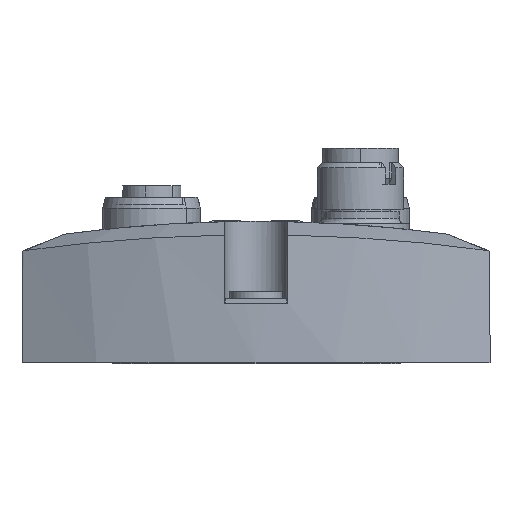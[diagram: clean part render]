
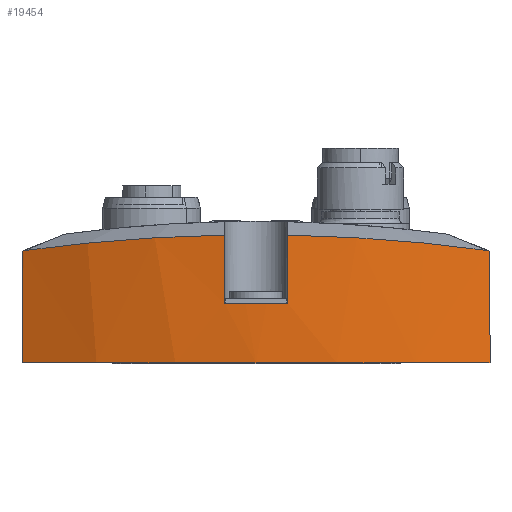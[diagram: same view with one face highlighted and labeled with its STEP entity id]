
A CAD part, front view. The second image highlights one B-rep face of the part: STEP entity #19454.
In plain terms, the highlighted cylindrical face has radius 70 mm (diameter 140 mm), a partial arc.
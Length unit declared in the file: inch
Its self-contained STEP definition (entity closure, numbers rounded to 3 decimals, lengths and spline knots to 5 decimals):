
#73 =( BOUNDED_CURVE ( )  B_SPLINE_CURVE ( 3, ( #17836, #25328, #6805, #13596 ),
 .UNSPECIFIED., .F., .F. ) 
 B_SPLINE_CURVE_WITH_KNOTS ( ( 4, 4 ),
 ( 4.22956, 4.23355 ),
 .UNSPECIFIED. ) 
 CURVE ( )  GEOMETRIC_REPRESENTATION_ITEM ( )  RATIONAL_B_SPLINE_CURVE ( ( 1., 1., 1., 1. ) ) 
 REPRESENTATION_ITEM ( '' )  );
#184 = DIRECTION ( 'NONE',  ( 0., 0., -1. ) ) ;
#2189 = CARTESIAN_POINT ( 'NONE',  ( -0.26904, -4.27993, 0.89413 ) ) ;
#2963 = ORIENTED_EDGE ( 'NONE', *, *, #9452, .T. ) ;
#3093 = CARTESIAN_POINT ( 'NONE',  ( 0.5521, -4.23597, 0.88129 ) ) ;
#3099 = CARTESIAN_POINT ( 'NONE',  ( -1.27953, -3.97638, 0. ) ) ;
#3423 = CARTESIAN_POINT ( 'NONE',  ( 0.36402, -4.26894, 0.89087 ) ) ;
#3472 = CARTESIAN_POINT ( 'NONE',  ( 1.27953, -3.97638, 0.80709 ) ) ;
#3717 = VERTEX_POINT ( 'NONE', #36982 ) ;
#4637 = CARTESIAN_POINT ( 'NONE',  ( 0., -1.53551, 0.52362 ) ) ;
#4812 = CARTESIAN_POINT ( 'NONE',  ( -1.09864, -4.06475, 0.83329 ) ) ;
#5115 = VECTOR ( 'NONE', #23177, 39.37008 ) ;
#5712 = DIRECTION ( 'NONE',  ( 0., 0., 1. ) ) ;
#6127 = CARTESIAN_POINT ( 'NONE',  ( -0.17323, -4.28597, 0.8959 ) ) ;
#6192 = VERTEX_POINT ( 'NONE', #13555 ) ;
#6716 = CARTESIAN_POINT ( 'NONE',  ( 0.9203, -4.13365, 0.85233 ) ) ;
#6782 = ORIENTED_EDGE ( 'NONE', *, *, #34121, .T. ) ;
#6805 = CARTESIAN_POINT ( 'NONE',  ( 1.27303, -3.97978, 0.8097 ) ) ;
#7627 = ORIENTED_EDGE ( 'NONE', *, *, #18546, .T. ) ;
#7887 = DIRECTION ( 'NONE',  ( 1., 0., 0. ) ) ;
#8176 = ORIENTED_EDGE ( 'NONE', *, *, #40893, .F. ) ;
#8475 = VERTEX_POINT ( 'NONE', #25331 ) ;
#8607 = CARTESIAN_POINT ( 'NONE',  ( -1.27302, -3.97977, 0.8097 ) ) ;
#8682 = CARTESIAN_POINT ( 'NONE',  ( -0.17323, -4.28597, 0. ) ) ;
#8702 = CARTESIAN_POINT ( 'NONE',  ( -1.26977, -3.98147, 0.81101 ) ) ;
#8986 = AXIS2_PLACEMENT_3D ( 'NONE', #46706, #5712, #47183 ) ;
#9055 = EDGE_CURVE ( 'NONE', #13124, #26589, #24428, .T. ) ;
#9092 = CARTESIAN_POINT ( 'NONE',  ( -1.26977, -3.98147, 0.81101 ) ) ;
#9128 = ORIENTED_EDGE ( 'NONE', *, *, #16323, .F. ) ;
#9352 = VERTEX_POINT ( 'NONE', #24147 ) ;
#9452 = EDGE_CURVE ( 'NONE', #9352, #20352, #17914, .T. ) ;
#9881 = VERTEX_POINT ( 'NONE', #3472 ) ;
#10427 = CARTESIAN_POINT ( 'NONE',  ( 0.50524, -4.24513, 0.88394 ) ) ;
#10774 = DIRECTION ( 'NONE',  ( 0., 0., -1. ) ) ;
#10967 = VERTEX_POINT ( 'NONE', #46012 ) ;
#11257 = CARTESIAN_POINT ( 'NONE',  ( 1.27953, -3.97638, 0. ) ) ;
#11784 = DIRECTION ( 'NONE',  ( 1., 0., 0. ) ) ;
#11881 = ORIENTED_EDGE ( 'NONE', *, *, #26039, .T. ) ;
#12253 = CARTESIAN_POINT ( 'NONE',  ( -0.92117, -4.13334, 0.85224 ) ) ;
#12449 = ORIENTED_EDGE ( 'NONE', *, *, #31992, .F. ) ;
#12579 = LINE ( 'NONE', #11257, #39451 ) ;
#13124 = VERTEX_POINT ( 'NONE', #13394 ) ;
#13394 = CARTESIAN_POINT ( 'NONE',  ( 0.17323, -4.28597, 0.52362 ) ) ;
#13555 = CARTESIAN_POINT ( 'NONE',  ( 1.27953, -3.97638, 0.19685 ) ) ;
#13596 = CARTESIAN_POINT ( 'NONE',  ( 1.26977, -3.98147, 0.81101 ) ) ;
#16002 = CARTESIAN_POINT ( 'NONE',  ( -0.78493, -4.17771, 0.86469 ) ) ;
#16323 = EDGE_CURVE ( 'NONE', #8475, #3717, #45075, .T. ) ;
#17836 = CARTESIAN_POINT ( 'NONE',  ( 1.27953, -3.97638, 0.80709 ) ) ;
#17914 = LINE ( 'NONE', #3099, #26633 ) ;
#18238 = CARTESIAN_POINT ( 'NONE',  ( 0.64541, -4.2152, 0.87533 ) ) ;
#18541 = CARTESIAN_POINT ( 'NONE',  ( -1.27953, -3.97638, 0.19685 ) ) ;
#18546 = EDGE_CURVE ( 'NONE', #20352, #6192, #20330, .T. ) ;
#18830 = CARTESIAN_POINT ( 'NONE',  ( 0., -1.53551, 0.19685 ) ) ;
#19285 = ORIENTED_EDGE ( 'NONE', *, *, #26805, .F. ) ;
#19454 = ADVANCED_FACE ( 'NONE', ( #36532 ), #39498, .T. ) ;
#19625 = CARTESIAN_POINT ( 'NONE',  ( -1.18518, -4.02538, 0.8226 ) ) ;
#20330 = CIRCLE ( 'NONE', #24273, 2.75591 ) ;
#20352 = VERTEX_POINT ( 'NONE', #18541 ) ;
#20868 = CARTESIAN_POINT ( 'NONE',  ( 0.17323, -4.28597, 0.8959 ) ) ;
#21358 = DIRECTION ( 'NONE',  ( 0., 0., -1. ) ) ;
#21833 = CARTESIAN_POINT ( 'NONE',  ( 1.09847, -4.06484, 0.83331 ) ) ;
#23177 = DIRECTION ( 'NONE',  ( 0., 0., 1. ) ) ;
#23744 = CARTESIAN_POINT ( 'NONE',  ( -1.27628, -3.97807, 0.80839 ) ) ;
#24147 = CARTESIAN_POINT ( 'NONE',  ( -1.27953, -3.97638, 0.80709 ) ) ;
#24273 = AXIS2_PLACEMENT_3D ( 'NONE', #18830, #44731, #11784 ) ;
#24358 = CARTESIAN_POINT ( 'NONE',  ( -0.55302, -4.23579, 0.88124 ) ) ;
#24428 = CIRCLE ( 'NONE', #31140, 2.75591 ) ;
#24502 = CARTESIAN_POINT ( 'NONE',  ( -0.3642, -4.26893, 0.89087 ) ) ;
#25085 = CARTESIAN_POINT ( 'NONE',  ( 1.18518, -4.02538, 0.8226 ) ) ;
#25328 = CARTESIAN_POINT ( 'NONE',  ( 1.27628, -3.97808, 0.80839 ) ) ;
#25331 = CARTESIAN_POINT ( 'NONE',  ( 0.17323, -4.28597, 0.8959 ) ) ;
#26039 = EDGE_CURVE ( 'NONE', #9881, #3717, #73, .T. ) ;
#26135 = B_SPLINE_CURVE_WITH_KNOTS ( 'NONE', 3,
 ( #45722, #23744, #8607, #9092 ),
 .UNSPECIFIED., .F., .F.,
 ( 4, 4 ),
 ( 0., 1. ),
 .UNSPECIFIED. ) ;
#26427 = VERTEX_POINT ( 'NONE', #40359 ) ;
#26589 = VERTEX_POINT ( 'NONE', #45827 ) ;
#26633 = VECTOR ( 'NONE', #21358, 39.37008 ) ;
#26805 = EDGE_CURVE ( 'NONE', #9881, #6192, #12579, .T. ) ;
#28970 = CARTESIAN_POINT ( 'NONE',  ( 0.26905, -4.27993, 0.89413 ) ) ;
#29388 = VECTOR ( 'NONE', #38364, 39.37008 ) ;
#29503 = ORIENTED_EDGE ( 'NONE', *, *, #9055, .T. ) ;
#30810 = CARTESIAN_POINT ( 'NONE',  ( -0.96591, -4.11704, 0.8477 ) ) ;
#31140 = AXIS2_PLACEMENT_3D ( 'NONE', #4637, #184, #7887 ) ;
#31785 = CARTESIAN_POINT ( 'NONE',  ( -0.50596, -4.245, 0.8839 ) ) ;
#31992 = EDGE_CURVE ( 'NONE', #10967, #26427, #32129, .T. ) ;
#32129 = B_SPLINE_CURVE_WITH_KNOTS ( 'NONE', 3,
 ( #8702, #19625, #4812, #30810, #12253, #38338, #16002, #35392, #45830, #24358, #31785, #24502, #2189, #6127 ),
 .UNSPECIFIED., .F., .F.,
 ( 4, 2, 2, 2, 2, 2, 4 ),
 ( 0., 0.00728, 0.01093, 0.01457, 0.01821, 0.02185, 0.02914 ),
 .UNSPECIFIED. ) ;
#34121 = EDGE_CURVE ( 'NONE', #8475, #13124, #40521, .T. ) ;
#35392 = CARTESIAN_POINT ( 'NONE',  ( -0.69279, -4.20335, 0.87195 ) ) ;
#36308 = CARTESIAN_POINT ( 'NONE',  ( 0.82975, -4.16398, 0.86082 ) ) ;
#36476 = CARTESIAN_POINT ( 'NONE',  ( 0.78407, -4.17796, 0.86476 ) ) ;
#36532 = FACE_OUTER_BOUND ( 'NONE', #39289, .T. ) ;
#36982 = CARTESIAN_POINT ( 'NONE',  ( 1.26977, -3.98147, 0.81101 ) ) ;
#38107 = ORIENTED_EDGE ( 'NONE', *, *, #38233, .T. ) ;
#38233 = EDGE_CURVE ( 'NONE', #26589, #26427, #44722, .T. ) ;
#38338 = CARTESIAN_POINT ( 'NONE',  ( -0.83071, -4.16367, 0.86073 ) ) ;
#38364 = DIRECTION ( 'NONE',  ( 0., 0., -1. ) ) ;
#39289 = EDGE_LOOP ( 'NONE', ( #8176, #2963, #7627, #19285, #11881, #9128, #6782, #29503, #38107, #12449 ) ) ;
#39451 = VECTOR ( 'NONE', #10774, 39.37008 ) ;
#39498 = CYLINDRICAL_SURFACE ( 'NONE', #8986, 2.75591 ) ;
#40234 = CARTESIAN_POINT ( 'NONE',  ( 0.96522, -4.1173, 0.84778 ) ) ;
#40359 = CARTESIAN_POINT ( 'NONE',  ( -0.17323, -4.28597, 0.8959 ) ) ;
#40521 = LINE ( 'NONE', #41611, #29388 ) ;
#40893 = EDGE_CURVE ( 'NONE', #9352, #10967, #26135, .T. ) ;
#41611 = CARTESIAN_POINT ( 'NONE',  ( 0.17323, -4.28597, 0. ) ) ;
#44722 = LINE ( 'NONE', #8682, #5115 ) ;
#44731 = DIRECTION ( 'NONE',  ( 0., 0., 1. ) ) ;
#45075 = B_SPLINE_CURVE_WITH_KNOTS ( 'NONE', 3,
 ( #20868, #28970, #3423, #10427, #3093, #18238, #47397, #36476, #36308, #6716, #40234, #21833, #25085, #47891 ),
 .UNSPECIFIED., .F., .F.,
 ( 4, 2, 2, 2, 2, 2, 4 ),
 ( 0., 0.00728, 0.01092, 0.01457, 0.01821, 0.02185, 0.02913 ),
 .UNSPECIFIED. ) ;
#45722 = CARTESIAN_POINT ( 'NONE',  ( -1.27953, -3.97638, 0.80709 ) ) ;
#45827 = CARTESIAN_POINT ( 'NONE',  ( -0.17323, -4.28597, 0.52362 ) ) ;
#45830 = CARTESIAN_POINT ( 'NONE',  ( -0.64641, -4.21496, 0.87527 ) ) ;
#46012 = CARTESIAN_POINT ( 'NONE',  ( -1.26977, -3.98147, 0.81101 ) ) ;
#46706 = CARTESIAN_POINT ( 'NONE',  ( 0., -1.53551, 0. ) ) ;
#47183 = DIRECTION ( 'NONE',  ( 1., 0., 0. ) ) ;
#47397 = CARTESIAN_POINT ( 'NONE',  ( 0.69192, -4.20357, 0.87202 ) ) ;
#47891 = CARTESIAN_POINT ( 'NONE',  ( 1.26977, -3.98147, 0.81101 ) ) ;
